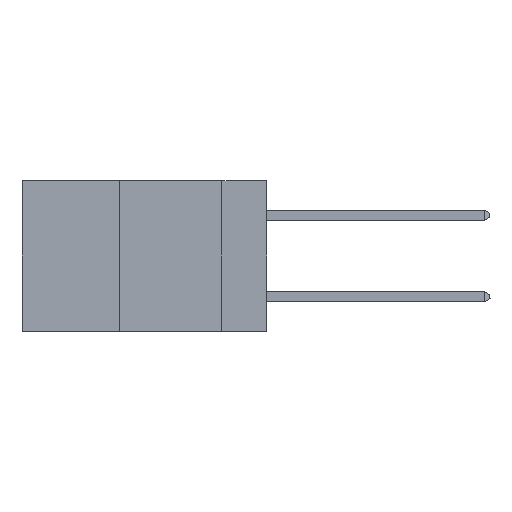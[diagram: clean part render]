
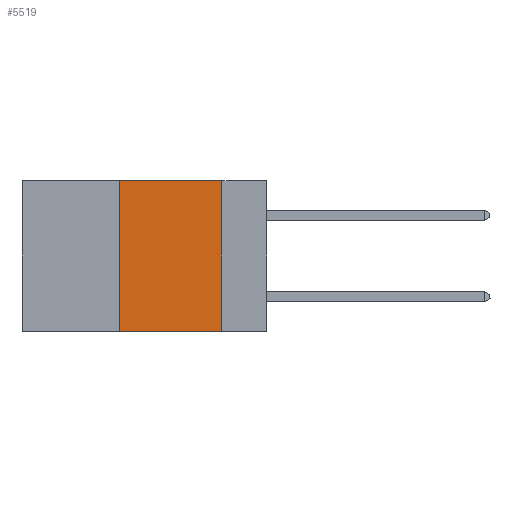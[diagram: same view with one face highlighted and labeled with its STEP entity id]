
A CAD part, left-side view. The second image highlights one B-rep face of the part: STEP entity #5519.
In plain terms, the highlighted planar face has unit normal (-1, 0, 0).
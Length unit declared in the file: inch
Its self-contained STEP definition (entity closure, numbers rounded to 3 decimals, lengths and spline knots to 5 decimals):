
#363 = VERTEX_POINT ( 'NONE', #2667 ) ;
#455 = CARTESIAN_POINT ( 'NONE',  ( 0., 0.6, 0. ) ) ;
#520 = VERTEX_POINT ( 'NONE', #15362 ) ;
#1063 = EDGE_CURVE ( 'NONE', #28925, #363, #15314, .T. ) ;
#2141 = DIRECTION ( 'NONE',  ( 0., -1., 0. ) ) ;
#2161 = ORIENTED_EDGE ( 'NONE', *, *, #17799, .F. ) ;
#2638 = ORIENTED_EDGE ( 'NONE', *, *, #21934, .T. ) ;
#2667 = CARTESIAN_POINT ( 'NONE',  ( 0., 0.36, 0. ) ) ;
#3794 = EDGE_CURVE ( 'NONE', #363, #15020, #23239, .T. ) ;
#3832 = VECTOR ( 'NONE', #15124, 39.37008 ) ;
#3900 = LINE ( 'NONE', #7678, #28865 ) ;
#5519 = ADVANCED_FACE ( 'NONE', ( #8181 ), #27319, .F. ) ;
#5604 = DIRECTION ( 'NONE',  ( 1., 0., 0. ) ) ;
#7678 = CARTESIAN_POINT ( 'NONE',  ( 0., 0.11, 0. ) ) ;
#8181 = FACE_OUTER_BOUND ( 'NONE', #13523, .T. ) ;
#11041 = ORIENTED_EDGE ( 'NONE', *, *, #1063, .F. ) ;
#13523 = EDGE_LOOP ( 'NONE', ( #2161, #28391, #11041, #2638 ) ) ;
#15020 = VERTEX_POINT ( 'NONE', #17115 ) ;
#15124 = DIRECTION ( 'NONE',  ( 0., 0., 1. ) ) ;
#15314 = LINE ( 'NONE', #29575, #3832 ) ;
#15362 = CARTESIAN_POINT ( 'NONE',  ( 0., 0.11, -0.37 ) ) ;
#16209 = LINE ( 'NONE', #17997, #21983 ) ;
#17115 = CARTESIAN_POINT ( 'NONE',  ( 0., 0.11, 0. ) ) ;
#17799 = EDGE_CURVE ( 'NONE', #15020, #520, #3900, .T. ) ;
#17997 = CARTESIAN_POINT ( 'NONE',  ( 0., 0.6, -0.37 ) ) ;
#19157 = CARTESIAN_POINT ( 'NONE',  ( 0., 0.6, 0. ) ) ;
#19962 = DIRECTION ( 'NONE',  ( 0., 0., -1. ) ) ;
#21934 = EDGE_CURVE ( 'NONE', #28925, #520, #16209, .T. ) ;
#21983 = VECTOR ( 'NONE', #22835, 39.37008 ) ;
#22458 = VECTOR ( 'NONE', #2141, 39.37008 ) ;
#22835 = DIRECTION ( 'NONE',  ( 0., -1., 0. ) ) ;
#23239 = LINE ( 'NONE', #19157, #22458 ) ;
#25693 = AXIS2_PLACEMENT_3D ( 'NONE', #455, #5604, #28396 ) ;
#27319 = PLANE ( 'NONE',  #25693 ) ;
#28391 = ORIENTED_EDGE ( 'NONE', *, *, #3794, .F. ) ;
#28396 = DIRECTION ( 'NONE',  ( 0., 0., -1. ) ) ;
#28832 = CARTESIAN_POINT ( 'NONE',  ( 0., 0.36, -0.37 ) ) ;
#28865 = VECTOR ( 'NONE', #19962, 39.37008 ) ;
#28925 = VERTEX_POINT ( 'NONE', #28832 ) ;
#29575 = CARTESIAN_POINT ( 'NONE',  ( 0., 0.36, 0. ) ) ;
